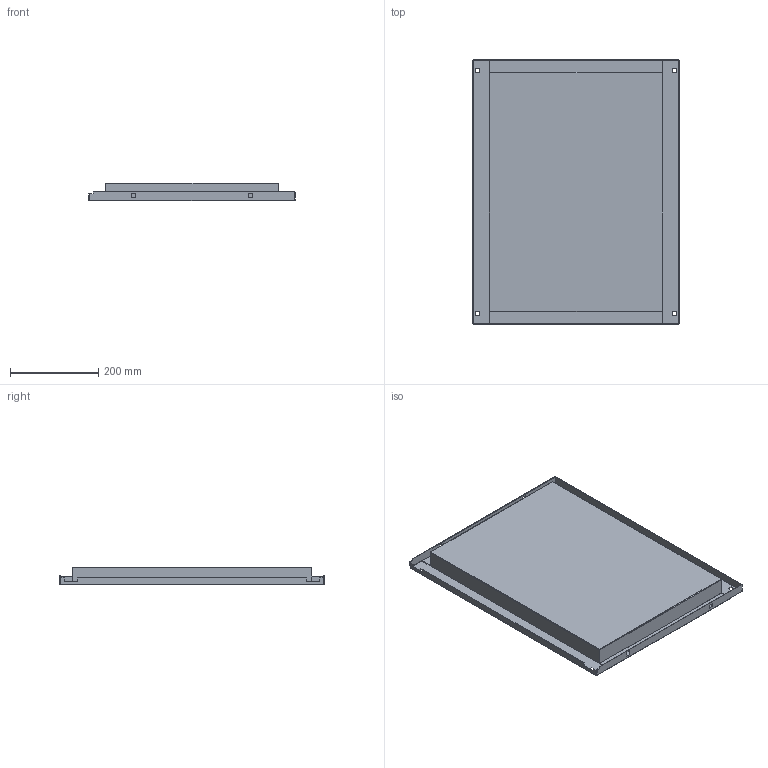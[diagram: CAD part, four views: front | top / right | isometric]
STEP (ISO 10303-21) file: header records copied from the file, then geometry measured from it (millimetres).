
FILE_DESCRIPTION (( 'STEP AP203' ), '1' );
FILE_NAME ('QB09C172.step', '2011-02-18T06:35:45', ( 'User' ), ( 'DKC' ), 'SwSTEP 2.0', 'SolidWorks 2010', '' );
FILE_SCHEMA (( 'CONFIG_CONTROL_DESIGN' ));
Length unit declared in the file: millimetre
Products named in the file (1): QB09C172
Bounding box: 469 x 601.08 x 40 mm (x, y, z)
Volume: 580360.1 mm3; surface area: 778948 mm2
Topology: 1 solids, 1 shells, 158 faces, 376 edges, 220 vertices
Faces by surface type: plane 134, cylinder 24
Entity records: 4505 total; most frequent: CARTESIAN_POINT 755, ORIENTED_EDGE 752, DIRECTION 746, EDGE_CURVE 376, VECTOR 324, LINE 324, VERTEX_POINT 220, AXIS2_PLACEMENT_3D 211
